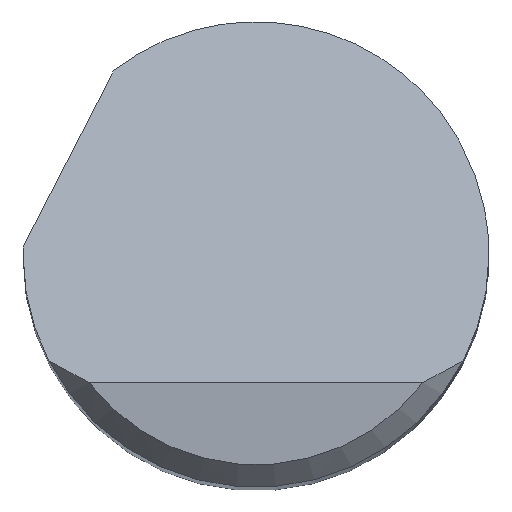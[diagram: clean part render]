
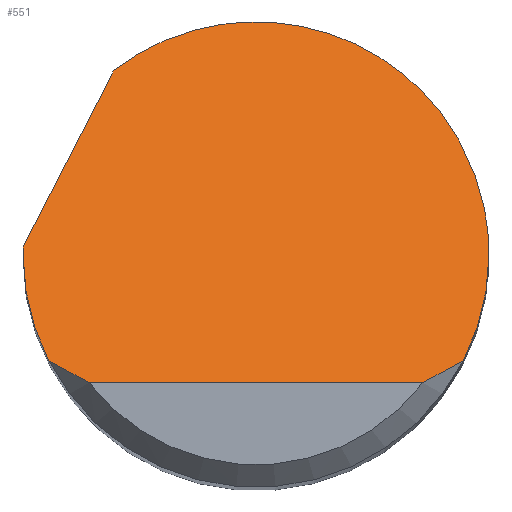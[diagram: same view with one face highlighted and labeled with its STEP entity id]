
A CAD part, top view. The second image highlights one B-rep face of the part: STEP entity #551.
In plain terms, the highlighted planar face has unit normal (0, 0.707, 0.707).
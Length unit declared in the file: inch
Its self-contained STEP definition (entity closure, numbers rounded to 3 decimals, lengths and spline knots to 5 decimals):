
#7 = CARTESIAN_POINT ( 'NONE',  ( -0.13906, -0.07125, 2.485 ) ) ;
#13 = CARTESIAN_POINT ( 'NONE',  ( -0.15625, 0., 2.41375 ) ) ;
#25 = CARTESIAN_POINT ( 'NONE',  ( -0.15617, 0.005, 2.40875 ) ) ;
#38 = LINE ( 'NONE', #541, #774 ) ;
#41 = VERTEX_POINT ( 'NONE', #484 ) ;
#51 = VERTEX_POINT ( 'NONE', #706 ) ;
#52 =( BOUNDED_CURVE ( )  B_SPLINE_CURVE ( 3, ( #118, #614, #163, #421 ),
 .UNSPECIFIED., .F., .F. ) 
 B_SPLINE_CURVE_WITH_KNOTS ( ( 4, 4 ),
 ( 5.62792, 7.85398 ),
 .UNSPECIFIED. ) 
 CURVE ( )  GEOMETRIC_REPRESENTATION_ITEM ( )  RATIONAL_B_SPLINE_CURVE ( ( 1., 0.628, 0.628, 1. ) ) 
 REPRESENTATION_ITEM ( '' )  );
#60 = CARTESIAN_POINT ( 'NONE',  ( 0.13906, -0.07125, 2.485 ) ) ;
#89 = EDGE_CURVE ( 'NONE', #387, #327, #338, .T. ) ;
#93 = CARTESIAN_POINT ( 'NONE',  ( 0.15625, -0.02489, 2.43864 ) ) ;
#94 = VERTEX_POINT ( 'NONE', #25 ) ;
#95 = EDGE_CURVE ( 'NONE', #41, #245, #457, .T. ) ;
#104 = CARTESIAN_POINT ( 'NONE',  ( 0.13035, -0.07657, 2.49032 ) ) ;
#118 = CARTESIAN_POINT ( 'NONE',  ( -0.09521, 0.12389, 2.28986 ) ) ;
#123 = CARTESIAN_POINT ( 'NONE',  ( -0.15625, -0.08625, 2.5 ) ) ;
#132 = ORIENTED_EDGE ( 'NONE', *, *, #89, .T. ) ;
#153 = EDGE_CURVE ( 'NONE', #327, #245, #758, .T. ) ;
#163 = CARTESIAN_POINT ( 'NONE',  ( 0.15625, 0.1488, 2.26495 ) ) ;
#196 = CARTESIAN_POINT ( 'NONE',  ( -0.11186, -0.08625, 2.5 ) ) ;
#198 = VERTEX_POINT ( 'NONE', #311 ) ;
#215 = ORIENTED_EDGE ( 'NONE', *, *, #344, .T. ) ;
#217 = CARTESIAN_POINT ( 'NONE',  ( 0., -0.08625, 2.5 ) ) ;
#226 = ORIENTED_EDGE ( 'NONE', *, *, #580, .F. ) ;
#228 = EDGE_CURVE ( 'NONE', #198, #41, #52, .T. ) ;
#245 = VERTEX_POINT ( 'NONE', #60 ) ;
#252 = CARTESIAN_POINT ( 'NONE',  ( -0.15625, 0.00167, 2.41208 ) ) ;
#262 = VECTOR ( 'NONE', #448, 39.37008 ) ;
#263 = ORIENTED_EDGE ( 'NONE', *, *, #95, .F. ) ;
#266 = CARTESIAN_POINT ( 'NONE',  ( -0.15625, 0., 2.41375 ) ) ;
#274 = CARTESIAN_POINT ( 'NONE',  ( 0.11186, -0.08625, 2.5 ) ) ;
#291 = EDGE_CURVE ( 'NONE', #51, #314, #659, .T. ) ;
#311 = CARTESIAN_POINT ( 'NONE',  ( -0.09521, 0.12389, 2.28986 ) ) ;
#314 = VERTEX_POINT ( 'NONE', #266 ) ;
#327 = VERTEX_POINT ( 'NONE', #572 ) ;
#336 = CARTESIAN_POINT ( 'NONE',  ( -0.13035, -0.07657, 2.49032 ) ) ;
#338 = LINE ( 'NONE', #217, #262 ) ;
#344 = EDGE_CURVE ( 'NONE', #51, #387, #443, .T. ) ;
#357 = EDGE_CURVE ( 'NONE', #314, #94, #679, .T. ) ;
#387 = VERTEX_POINT ( 'NONE', #196 ) ;
#411 = FACE_OUTER_BOUND ( 'NONE', #473, .T. ) ;
#421 = CARTESIAN_POINT ( 'NONE',  ( 0.15625, 0., 2.41375 ) ) ;
#427 = CARTESIAN_POINT ( 'NONE',  ( -0.15617, 0.005, 2.40875 ) ) ;
#428 = DIRECTION ( 'NONE',  ( 0., 0.707, -0.707 ) ) ;
#430 = ORIENTED_EDGE ( 'NONE', *, *, #291, .F. ) ;
#439 = CARTESIAN_POINT ( 'NONE',  ( 0.15041, -0.04909, 2.46284 ) ) ;
#443 = B_SPLINE_CURVE_WITH_KNOTS ( 'NONE', 3,
 ( #7, #336, #568, #704 ),
 .UNSPECIFIED., .F., .F.,
 ( 4, 4 ),
 ( 0., 0.00088 ),
 .UNSPECIFIED. ) ;
#448 = DIRECTION ( 'NONE',  ( 1., 0., 0. ) ) ;
#457 =( BOUNDED_CURVE ( )  B_SPLINE_CURVE ( 3, ( #519, #93, #439, #775 ),
 .UNSPECIFIED., .F., .F. ) 
 B_SPLINE_CURVE_WITH_KNOTS ( ( 4, 4 ),
 ( 1.5708, 2.04429 ),
 .UNSPECIFIED. ) 
 CURVE ( )  GEOMETRIC_REPRESENTATION_ITEM ( )  RATIONAL_B_SPLINE_CURVE ( ( 1., 0.981, 0.981, 1. ) ) 
 REPRESENTATION_ITEM ( '' )  );
#473 = EDGE_LOOP ( 'NONE', ( #132, #680, #263, #761, #226, #709, #430, #215 ) ) ;
#483 = DIRECTION ( 'NONE',  ( 0., -0.707, -0.707 ) ) ;
#484 = CARTESIAN_POINT ( 'NONE',  ( 0.15625, 0., 2.41375 ) ) ;
#508 = AXIS2_PLACEMENT_3D ( 'NONE', #123, #483, #428 ) ;
#519 = CARTESIAN_POINT ( 'NONE',  ( 0.15625, 0., 2.41375 ) ) ;
#541 = CARTESIAN_POINT ( 'NONE',  ( -0.19753, -0.07567, 2.48942 ) ) ;
#544 = CARTESIAN_POINT ( 'NONE',  ( -0.15041, -0.04909, 2.46284 ) ) ;
#551 = ADVANCED_FACE ( 'NONE', ( #411 ), #695, .F. ) ;
#554 = CARTESIAN_POINT ( 'NONE',  ( 0.13906, -0.07125, 2.485 ) ) ;
#568 = CARTESIAN_POINT ( 'NONE',  ( -0.12131, -0.0816, 2.49535 ) ) ;
#572 = CARTESIAN_POINT ( 'NONE',  ( 0.11186, -0.08625, 2.5 ) ) ;
#580 = EDGE_CURVE ( 'NONE', #94, #198, #38, .T. ) ;
#605 = CARTESIAN_POINT ( 'NONE',  ( 0.12131, -0.0816, 2.49535 ) ) ;
#614 = CARTESIAN_POINT ( 'NONE',  ( 0.02277, 0.21456, 2.19919 ) ) ;
#659 =( BOUNDED_CURVE ( )  B_SPLINE_CURVE ( 3, ( #745, #544, #737, #756 ),
 .UNSPECIFIED., .F., .F. ) 
 B_SPLINE_CURVE_WITH_KNOTS ( ( 4, 4 ),
 ( 4.23889, 4.71239 ),
 .UNSPECIFIED. ) 
 CURVE ( )  GEOMETRIC_REPRESENTATION_ITEM ( )  RATIONAL_B_SPLINE_CURVE ( ( 1., 0.981, 0.981, 1. ) ) 
 REPRESENTATION_ITEM ( '' )  );
#679 =( BOUNDED_CURVE ( )  B_SPLINE_CURVE ( 3, ( #13, #252, #683, #427 ),
 .UNSPECIFIED., .F., .F. ) 
 B_SPLINE_CURVE_WITH_KNOTS ( ( 4, 4 ),
 ( 4.71239, 4.74439 ),
 .UNSPECIFIED. ) 
 CURVE ( )  GEOMETRIC_REPRESENTATION_ITEM ( )  RATIONAL_B_SPLINE_CURVE ( ( 1., 1., 1., 1. ) ) 
 REPRESENTATION_ITEM ( '' )  );
#680 = ORIENTED_EDGE ( 'NONE', *, *, #153, .T. ) ;
#683 = CARTESIAN_POINT ( 'NONE',  ( -0.15622, 0.00333, 2.41042 ) ) ;
#695 = PLANE ( 'NONE',  #508 ) ;
#704 = CARTESIAN_POINT ( 'NONE',  ( -0.11186, -0.08625, 2.5 ) ) ;
#706 = CARTESIAN_POINT ( 'NONE',  ( -0.13906, -0.07125, 2.485 ) ) ;
#709 = ORIENTED_EDGE ( 'NONE', *, *, #357, .F. ) ;
#729 = DIRECTION ( 'NONE',  ( 0.341, 0.665, -0.665 ) ) ;
#737 = CARTESIAN_POINT ( 'NONE',  ( -0.15625, -0.02489, 2.43864 ) ) ;
#745 = CARTESIAN_POINT ( 'NONE',  ( -0.13906, -0.07125, 2.485 ) ) ;
#756 = CARTESIAN_POINT ( 'NONE',  ( -0.15625, 0., 2.41375 ) ) ;
#758 = B_SPLINE_CURVE_WITH_KNOTS ( 'NONE', 3,
 ( #274, #605, #104, #554 ),
 .UNSPECIFIED., .F., .F.,
 ( 4, 4 ),
 ( 0., 0.00088 ),
 .UNSPECIFIED. ) ;
#761 = ORIENTED_EDGE ( 'NONE', *, *, #228, .F. ) ;
#774 = VECTOR ( 'NONE', #729, 39.37008 ) ;
#775 = CARTESIAN_POINT ( 'NONE',  ( 0.13906, -0.07125, 2.485 ) ) ;
